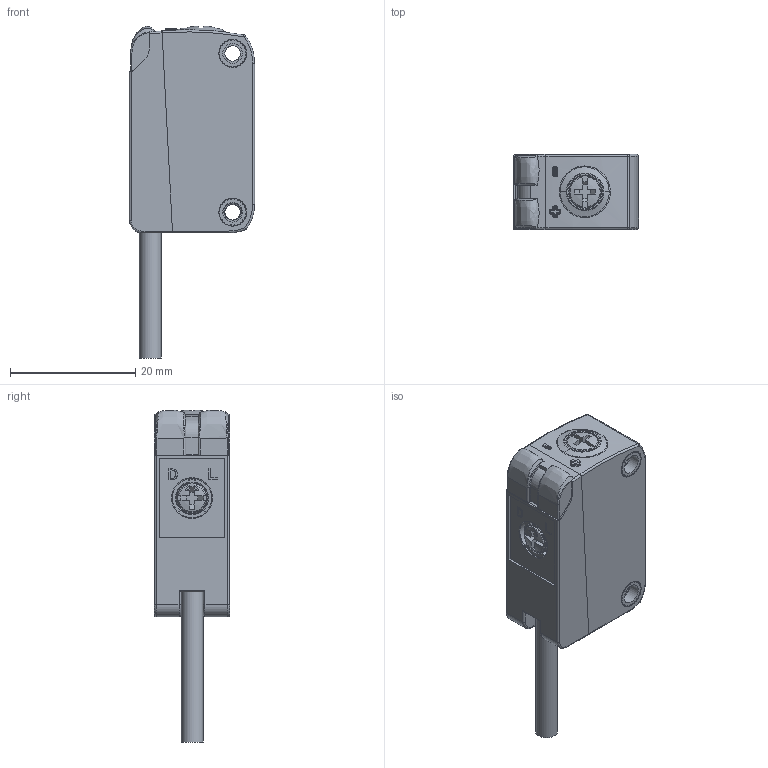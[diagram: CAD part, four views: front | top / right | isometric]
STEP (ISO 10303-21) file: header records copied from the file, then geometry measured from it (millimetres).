
FILE_DESCRIPTION(/* description */ ('HTM BGS Laser Pre-wired'),/* implementation_level */ '2;1');
FILE_NAME(/* name */ 'HTM-BGS-XXXXX-2M.step',/* time_stamp */ '2026-04-01T16:11:08-04:00',/* author */ (''),/* organization */ (''),/* preprocessor_version */ 'ST-DEVELOPER v20.1',/* originating_system */ 'Autodesk Translation Framework v14.24.0.0',/* authorisation */ '');
FILE_SCHEMA (('AUTOMOTIVE_DESIGN { 1 0 10303 214 3 1 1 }'));
Products named in the file (1): H31-BGS-XXXXX-2M
Bounding box: 20 x 12 x 53.08 mm (x, y, z)
Volume: 7499.4 mm3; surface area: 5477.5 mm2
Topology: 8 solids, 8 shells, 640 faces, 1719 edges, 1101 vertices
Faces by surface type: cylinder 375, plane 148, bspline 66, torus 41, sphere 10
Full cylindrical faces by diameter (mm): 2.5 x32, 3 x31, 3.15 x4, 3.5 x1, 5 x1, 5.1 x2, 5.3 x1, 6.3 x1
Entity records: 45194 total; most frequent: CARTESIAN_POINT 29314, ORIENTED_EDGE 3422, DIRECTION 3295, EDGE_CURVE 1711, AXIS2_PLACEMENT_3D 1307, VERTEX_POINT 1101, CIRCLE 705, LINE 681
